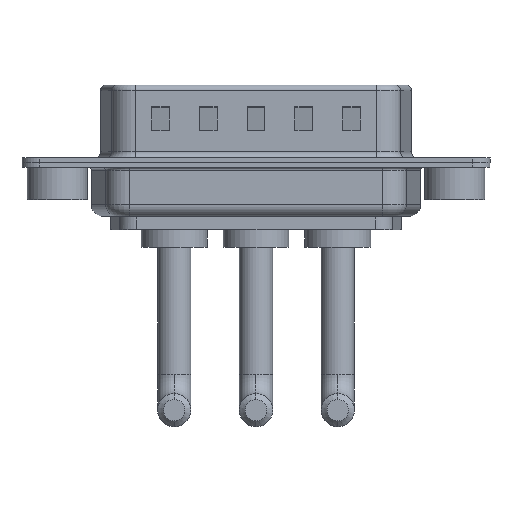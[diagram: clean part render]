
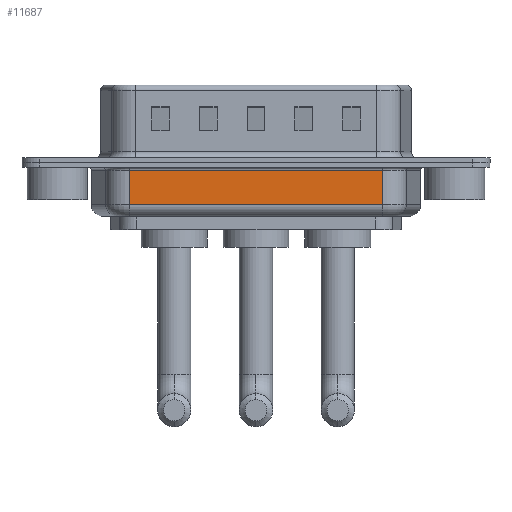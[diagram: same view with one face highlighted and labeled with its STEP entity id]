
A CAD part, front view. The second image highlights one B-rep face of the part: STEP entity #11687.
In plain terms, the highlighted planar face has unit normal (0, -1, 0).
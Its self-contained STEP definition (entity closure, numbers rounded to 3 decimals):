
#134 = LINE ( 'NONE', #9467, #3826 ) ;
#907 = CARTESIAN_POINT ( 'NONE',  ( 27.269, -5.35, -4.5 ) ) ;
#1423 = CARTESIAN_POINT ( 'NONE',  ( 6.031, -5.35, -0.65 ) ) ;
#1567 = DIRECTION ( 'NONE',  ( 0., 1., 0. ) ) ;
#1714 = VERTEX_POINT ( 'NONE', #10894 ) ;
#1896 = ORIENTED_EDGE ( 'NONE', *, *, #4210, .T. ) ;
#2266 = ORIENTED_EDGE ( 'NONE', *, *, #14704, .T. ) ;
#2536 = DIRECTION ( 'NONE',  ( 0., 0., 1. ) ) ;
#3826 = VECTOR ( 'NONE', #4981, 1000. ) ;
#4210 = EDGE_CURVE ( 'NONE', #1714, #12025, #7574, .T. ) ;
#4598 = EDGE_CURVE ( 'NONE', #1714, #8045, #134, .T. ) ;
#4981 = DIRECTION ( 'NONE',  ( 0., 0., 1. ) ) ;
#6075 = LINE ( 'NONE', #907, #12731 ) ;
#6304 = DIRECTION ( 'NONE',  ( 1., 0., 0. ) ) ;
#7411 = VECTOR ( 'NONE', #9555, 1000. ) ;
#7574 = LINE ( 'NONE', #12436, #10140 ) ;
#7616 = PLANE ( 'NONE',  #9599 ) ;
#7665 = CARTESIAN_POINT ( 'NONE',  ( 27.269, -5.35, -3.5 ) ) ;
#8045 = VERTEX_POINT ( 'NONE', #1423 ) ;
#8047 = EDGE_LOOP ( 'NONE', ( #12642, #1896, #15340, #2266 ) ) ;
#8285 = LINE ( 'NONE', #13237, #7411 ) ;
#9467 = CARTESIAN_POINT ( 'NONE',  ( 6.031, -5.35, -4.5 ) ) ;
#9555 = DIRECTION ( 'NONE',  ( -1., 0., 0. ) ) ;
#9599 = AXIS2_PLACEMENT_3D ( 'NONE', #13431, #1567, #2536 ) ;
#9787 = VERTEX_POINT ( 'NONE', #12974 ) ;
#10140 = VECTOR ( 'NONE', #6304, 1000. ) ;
#10894 = CARTESIAN_POINT ( 'NONE',  ( 6.031, -5.35, -3.5 ) ) ;
#11687 = ADVANCED_FACE ( 'NONE', ( #12385 ), #7616, .F. ) ;
#12025 = VERTEX_POINT ( 'NONE', #7665 ) ;
#12034 = DIRECTION ( 'NONE',  ( 0., 0., 1. ) ) ;
#12385 = FACE_OUTER_BOUND ( 'NONE', #8047, .T. ) ;
#12436 = CARTESIAN_POINT ( 'NONE',  ( 6.031, -5.35, -3.5 ) ) ;
#12642 = ORIENTED_EDGE ( 'NONE', *, *, #4598, .F. ) ;
#12731 = VECTOR ( 'NONE', #12034, 1000. ) ;
#12974 = CARTESIAN_POINT ( 'NONE',  ( 27.269, -5.35, -0.65 ) ) ;
#13237 = CARTESIAN_POINT ( 'NONE',  ( 6.031, -5.35, -0.65 ) ) ;
#13431 = CARTESIAN_POINT ( 'NONE',  ( 6.031, -5.35, -4.5 ) ) ;
#13829 = EDGE_CURVE ( 'NONE', #12025, #9787, #6075, .T. ) ;
#14704 = EDGE_CURVE ( 'NONE', #9787, #8045, #8285, .T. ) ;
#15340 = ORIENTED_EDGE ( 'NONE', *, *, #13829, .T. ) ;
